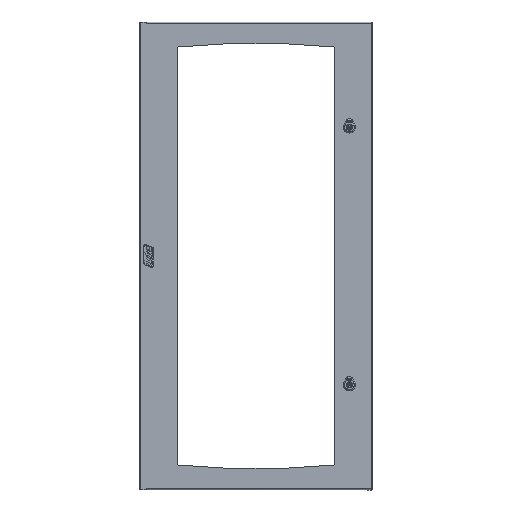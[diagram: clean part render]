
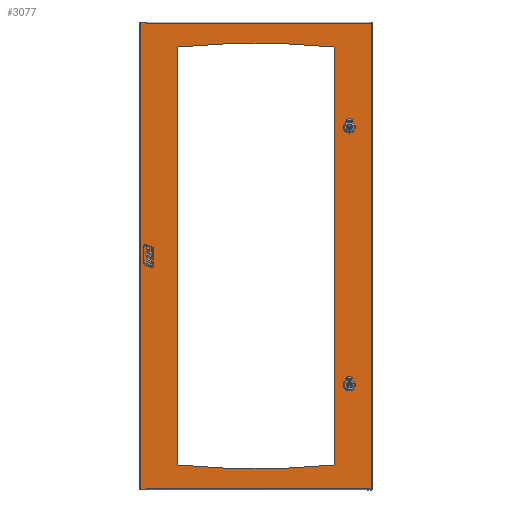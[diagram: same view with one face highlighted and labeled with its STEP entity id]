
A CAD part, top view. The second image highlights one B-rep face of the part: STEP entity #3077.
In plain terms, the highlighted face is planar.
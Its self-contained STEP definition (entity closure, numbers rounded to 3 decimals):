
#1114=CIRCLE('',#7380,2205.5);
#1116=CIRCLE('',#7384,2205.5);
#1118=CIRCLE('',#7387,11.25);
#1120=CIRCLE('',#7391,11.25);
#1122=CIRCLE('',#7395,11.25);
#1124=CIRCLE('',#7399,11.25);
#1126=CIRCLE('',#7403,11.25);
#1128=CIRCLE('',#7407,11.25);
#1130=CIRCLE('',#7411,11.25);
#1132=CIRCLE('',#7415,11.25);
#1254=FACE_BOUND('',#3762,.T.);
#1255=FACE_BOUND('',#3763,.T.);
#1256=FACE_BOUND('',#3764,.T.);
#1257=FACE_BOUND('',#3765,.T.);
#1526=PLANE('',#7507);
#1847=LINE('',#10772,#2436);
#1857=LINE('',#10807,#2446);
#1861=LINE('',#10819,#2450);
#1866=LINE('',#10837,#2455);
#1870=LINE('',#10849,#2459);
#1874=LINE('',#10861,#2463);
#1878=LINE('',#10873,#2467);
#1882=LINE('',#10885,#2471);
#1886=LINE('',#10897,#2475);
#1890=LINE('',#10909,#2479);
#1894=LINE('',#10921,#2483);
#1897=LINE('',#10929,#2486);
#1934=LINE('',#11028,#2523);
#1953=LINE('',#11081,#2542);
#1958=LINE('',#11098,#2547);
#1961=LINE('',#11108,#2550);
#1993=LINE('',#11184,#2582);
#1998=LINE('',#11196,#2587);
#2436=VECTOR('',#8401,1.);
#2446=VECTOR('',#8429,1.);
#2450=VECTOR('',#8441,1.);
#2455=VECTOR('',#8460,1.);
#2459=VECTOR('',#8472,1.);
#2463=VECTOR('',#8484,1.);
#2467=VECTOR('',#8496,1.);
#2471=VECTOR('',#8508,1.);
#2475=VECTOR('',#8520,1.);
#2479=VECTOR('',#8532,1.);
#2483=VECTOR('',#8544,1.);
#2486=VECTOR('',#8551,1.);
#2523=VECTOR('',#8650,1.);
#2542=VECTOR('',#8709,1.);
#2547=VECTOR('',#8728,1.);
#2550=VECTOR('',#8737,1.);
#2582=VECTOR('',#8809,1.);
#2587=VECTOR('',#8824,1.);
#3077=ADVANCED_FACE('F46',(#1254,#1255,#1256,#1257),#1526,.T.);
#3762=EDGE_LOOP('',(#5128,#5129,#5130,#5131,#5132,#5133,#5134,#5135));
#3763=EDGE_LOOP('',(#5136,#5137,#5138,#5139,#5140,#5141,#5142,#5143));
#3764=EDGE_LOOP('',(#5144,#5145,#5146,#5147,#5148,#5149,#5150,#5151));
#3765=EDGE_LOOP('',(#5152,#5153,#5154,#5155));
#5128=ORIENTED_EDGE('',*,*,#6857,.T.);
#5129=ORIENTED_EDGE('',*,*,#6722,.T.);
#5130=ORIENTED_EDGE('',*,*,#6773,.F.);
#5131=ORIENTED_EDGE('',*,*,#6799,.F.);
#5132=ORIENTED_EDGE('',*,*,#6644,.F.);
#5133=ORIENTED_EDGE('',*,*,#6807,.T.);
#5134=ORIENTED_EDGE('',*,*,#6850,.T.);
#5135=ORIENTED_EDGE('',*,*,#6812,.F.);
#5136=ORIENTED_EDGE('',*,*,#6718,.T.);
#5137=ORIENTED_EDGE('',*,*,#6715,.T.);
#5138=ORIENTED_EDGE('',*,*,#6712,.T.);
#5139=ORIENTED_EDGE('',*,*,#6709,.T.);
#5140=ORIENTED_EDGE('',*,*,#6706,.T.);
#5141=ORIENTED_EDGE('',*,*,#6703,.T.);
#5142=ORIENTED_EDGE('',*,*,#6700,.T.);
#5143=ORIENTED_EDGE('',*,*,#6697,.T.);
#5144=ORIENTED_EDGE('',*,*,#6694,.T.);
#5145=ORIENTED_EDGE('',*,*,#6691,.T.);
#5146=ORIENTED_EDGE('',*,*,#6688,.T.);
#5147=ORIENTED_EDGE('',*,*,#6685,.T.);
#5148=ORIENTED_EDGE('',*,*,#6682,.T.);
#5149=ORIENTED_EDGE('',*,*,#6679,.T.);
#5150=ORIENTED_EDGE('',*,*,#6676,.T.);
#5151=ORIENTED_EDGE('',*,*,#6673,.T.);
#5152=ORIENTED_EDGE('',*,*,#6670,.T.);
#5153=ORIENTED_EDGE('',*,*,#6667,.T.);
#5154=ORIENTED_EDGE('',*,*,#6664,.T.);
#5155=ORIENTED_EDGE('',*,*,#6661,.T.);
#5918=VERTEX_POINT('',#10771);
#5919=VERTEX_POINT('',#10773);
#5929=VERTEX_POINT('',#10805);
#5931=VERTEX_POINT('',#10808);
#5933=VERTEX_POINT('',#10814);
#5935=VERTEX_POINT('',#10820);
#5937=VERTEX_POINT('',#10829);
#5939=VERTEX_POINT('',#10832);
#5941=VERTEX_POINT('',#10838);
#5943=VERTEX_POINT('',#10844);
#5945=VERTEX_POINT('',#10850);
#5947=VERTEX_POINT('',#10856);
#5949=VERTEX_POINT('',#10862);
#5951=VERTEX_POINT('',#10868);
#5953=VERTEX_POINT('',#10877);
#5955=VERTEX_POINT('',#10880);
#5957=VERTEX_POINT('',#10886);
#5959=VERTEX_POINT('',#10892);
#5961=VERTEX_POINT('',#10898);
#5963=VERTEX_POINT('',#10904);
#5965=VERTEX_POINT('',#10910);
#5967=VERTEX_POINT('',#10916);
#5971=VERTEX_POINT('',#10928);
#5972=VERTEX_POINT('',#10930);
#6002=VERTEX_POINT('',#11027);
#6021=VERTEX_POINT('',#11097);
#6022=VERTEX_POINT('',#11102);
#6025=VERTEX_POINT('',#11107);
#6644=EDGE_CURVE('E136',#5918,#5919,#1847,.T.);
#6661=EDGE_CURVE('E192',#5931,#5929,#1857,.T.);
#6664=EDGE_CURVE('E191',#5933,#5931,#1114,.T.);
#6667=EDGE_CURVE('E190',#5935,#5933,#1861,.T.);
#6670=EDGE_CURVE('E189',#5929,#5935,#1116,.T.);
#6673=EDGE_CURVE('E188',#5939,#5937,#1118,.T.);
#6676=EDGE_CURVE('E187',#5941,#5939,#1866,.T.);
#6679=EDGE_CURVE('E186',#5943,#5941,#1120,.T.);
#6682=EDGE_CURVE('E185',#5945,#5943,#1870,.T.);
#6685=EDGE_CURVE('E184',#5947,#5945,#1122,.T.);
#6688=EDGE_CURVE('E183',#5949,#5947,#1874,.T.);
#6691=EDGE_CURVE('E182',#5951,#5949,#1124,.T.);
#6694=EDGE_CURVE('E181',#5937,#5951,#1878,.T.);
#6697=EDGE_CURVE('E180',#5955,#5953,#1126,.T.);
#6700=EDGE_CURVE('E179',#5957,#5955,#1882,.T.);
#6703=EDGE_CURVE('E178',#5959,#5957,#1128,.T.);
#6706=EDGE_CURVE('E177',#5961,#5959,#1886,.T.);
#6709=EDGE_CURVE('E176',#5963,#5961,#1130,.T.);
#6712=EDGE_CURVE('E175',#5965,#5963,#1890,.T.);
#6715=EDGE_CURVE('E174',#5967,#5965,#1132,.T.);
#6718=EDGE_CURVE('E173',#5953,#5967,#1894,.T.);
#6722=EDGE_CURVE('E170',#5972,#5971,#1897,.T.);
#6773=EDGE_CURVE('E130',#6002,#5971,#1934,.T.);
#6799=EDGE_CURVE('E116',#5919,#6002,#1953,.T.);
#6807=EDGE_CURVE('E171',#5918,#6021,#1958,.T.);
#6812=EDGE_CURVE('E127',#6025,#6022,#1961,.T.);
#6850=EDGE_CURVE('E172',#6021,#6022,#1993,.T.);
#6857=EDGE_CURVE('E169',#6025,#5972,#1998,.T.);
#7380=AXIS2_PLACEMENT_3D('',#10813,#8434,#8435);
#7384=AXIS2_PLACEMENT_3D('',#10825,#8446,#8447);
#7387=AXIS2_PLACEMENT_3D('',#10831,#8453,#8454);
#7391=AXIS2_PLACEMENT_3D('',#10843,#8465,#8466);
#7395=AXIS2_PLACEMENT_3D('',#10855,#8477,#8478);
#7399=AXIS2_PLACEMENT_3D('',#10867,#8489,#8490);
#7403=AXIS2_PLACEMENT_3D('',#10879,#8501,#8502);
#7407=AXIS2_PLACEMENT_3D('',#10891,#8513,#8514);
#7411=AXIS2_PLACEMENT_3D('',#10903,#8525,#8526);
#7415=AXIS2_PLACEMENT_3D('',#10915,#8537,#8538);
#7507=AXIS2_PLACEMENT_3D('',#11198,#8827,#8828);
#8401=DIRECTION('',(-1.,0.,0.));
#8429=DIRECTION('',(0.,0.,-1.));
#8434=DIRECTION('',(0.,1.,0.));
#8435=DIRECTION('',(0.,0.,1.));
#8441=DIRECTION('',(0.,0.,1.));
#8446=DIRECTION('',(0.,1.,0.));
#8447=DIRECTION('',(0.,0.,1.));
#8453=DIRECTION('',(0.,1.,0.));
#8454=DIRECTION('',(0.,0.,1.));
#8460=DIRECTION('',(0.,0.,1.));
#8465=DIRECTION('',(0.,1.,0.));
#8466=DIRECTION('',(0.,0.,1.));
#8472=DIRECTION('',(-1.,0.,0.));
#8477=DIRECTION('',(0.,1.,0.));
#8478=DIRECTION('',(0.,0.,1.));
#8484=DIRECTION('',(0.,0.,-1.));
#8489=DIRECTION('',(0.,1.,0.));
#8490=DIRECTION('',(-1.,0.,0.));
#8496=DIRECTION('',(1.,0.,0.));
#8501=DIRECTION('',(0.,1.,0.));
#8502=DIRECTION('',(-1.,0.,0.));
#8508=DIRECTION('',(0.,0.,1.));
#8513=DIRECTION('',(0.,1.,0.));
#8514=DIRECTION('',(0.,0.,1.));
#8520=DIRECTION('',(-1.,0.,0.));
#8525=DIRECTION('',(0.,1.,0.));
#8526=DIRECTION('',(0.,0.,1.));
#8532=DIRECTION('',(0.,0.,-1.));
#8537=DIRECTION('',(0.,1.,0.));
#8538=DIRECTION('',(0.,0.,1.));
#8544=DIRECTION('',(1.,0.,0.));
#8551=DIRECTION('',(0.,0.,-1.));
#8650=DIRECTION('',(1.,0.,0.));
#8709=DIRECTION('',(0.,0.,1.));
#8728=DIRECTION('',(0.,0.,-1.));
#8737=DIRECTION('',(0.,0.,-1.));
#8809=DIRECTION('',(1.,0.,0.));
#8824=DIRECTION('',(-1.,0.,0.));
#8827=DIRECTION('',(0.,-1.,0.));
#8828=DIRECTION('',(0.,0.,-1.));
#10771=CARTESIAN_POINT('',(394.85,-40.349,-396.8));
#10772=CARTESIAN_POINT('',(410.35,-40.349,-396.8));
#10773=CARTESIAN_POINT('',(-234.55,-40.349,-396.8));
#10805=CARTESIAN_POINT('',(307.9,-40.349,-330.));
#10807=CARTESIAN_POINT('',(307.9,-40.349,454.3));
#10808=CARTESIAN_POINT('',(307.9,-40.349,838.6));
#10813=CARTESIAN_POINT('',(87.9,-40.349,-1355.9));
#10814=CARTESIAN_POINT('',(-132.1,-40.349,838.6));
#10819=CARTESIAN_POINT('',(-132.1,-40.349,454.3));
#10820=CARTESIAN_POINT('',(-132.1,-40.349,-330.));
#10825=CARTESIAN_POINT('',(87.9,-40.349,1864.5));
#10829=CARTESIAN_POINT('',(-178.306,-40.349,624.65));
#10831=CARTESIAN_POINT('',(-173.25,-40.349,614.6));
#10832=CARTESIAN_POINT('',(-183.3,-40.349,619.656));
#10837=CARTESIAN_POINT('',(-183.3,-40.349,614.6));
#10838=CARTESIAN_POINT('',(-183.3,-40.349,609.544));
#10843=CARTESIAN_POINT('',(-173.25,-40.349,614.6));
#10844=CARTESIAN_POINT('',(-178.306,-40.349,604.55));
#10849=CARTESIAN_POINT('',(-173.25,-40.349,604.55));
#10850=CARTESIAN_POINT('',(-168.194,-40.349,604.55));
#10855=CARTESIAN_POINT('',(-173.25,-40.349,614.6));
#10856=CARTESIAN_POINT('',(-163.2,-40.349,609.544));
#10861=CARTESIAN_POINT('',(-163.2,-40.349,614.6));
#10862=CARTESIAN_POINT('',(-163.2,-40.349,619.656));
#10867=CARTESIAN_POINT('',(-173.25,-40.349,614.6));
#10868=CARTESIAN_POINT('',(-168.194,-40.349,624.65));
#10873=CARTESIAN_POINT('',(-173.25,-40.349,624.65));
#10877=CARTESIAN_POINT('',(-178.306,-40.349,-95.95));
#10879=CARTESIAN_POINT('',(-173.25,-40.349,-106.));
#10880=CARTESIAN_POINT('',(-183.3,-40.349,-100.944));
#10885=CARTESIAN_POINT('',(-183.3,-40.349,-106.));
#10886=CARTESIAN_POINT('',(-183.3,-40.349,-111.056));
#10891=CARTESIAN_POINT('',(-173.25,-40.349,-106.));
#10892=CARTESIAN_POINT('',(-178.306,-40.349,-116.05));
#10897=CARTESIAN_POINT('',(-173.25,-40.349,-116.05));
#10898=CARTESIAN_POINT('',(-168.194,-40.349,-116.05));
#10903=CARTESIAN_POINT('',(-173.25,-40.349,-106.));
#10904=CARTESIAN_POINT('',(-163.2,-40.349,-111.056));
#10909=CARTESIAN_POINT('',(-163.2,-40.349,-106.));
#10910=CARTESIAN_POINT('',(-163.2,-40.349,-100.944));
#10915=CARTESIAN_POINT('',(-173.25,-40.349,-106.));
#10916=CARTESIAN_POINT('',(-168.194,-40.349,-95.95));
#10921=CARTESIAN_POINT('',(-173.25,-40.349,-95.95));
#10928=CARTESIAN_POINT('',(394.85,-40.349,905.4));
#10929=CARTESIAN_POINT('',(394.85,-40.349,907.));
#10930=CARTESIAN_POINT('',(394.85,-40.349,908.6));
#11027=CARTESIAN_POINT('',(-234.55,-40.349,905.4));
#11028=CARTESIAN_POINT('',(80.15,-40.349,905.4));
#11081=CARTESIAN_POINT('',(-234.55,-40.349,454.3));
#11097=CARTESIAN_POINT('',(394.85,-40.349,-400.));
#11098=CARTESIAN_POINT('',(394.85,-40.349,-398.4));
#11102=CARTESIAN_POINT('',(410.35,-40.349,-400.));
#11107=CARTESIAN_POINT('',(410.35,-40.349,908.6));
#11108=CARTESIAN_POINT('',(410.35,-40.349,454.3));
#11184=CARTESIAN_POINT('',(402.6,-40.349,-400.));
#11196=CARTESIAN_POINT('',(402.6,-40.349,908.6));
#11198=CARTESIAN_POINT('',(410.35,-40.349,0.));
